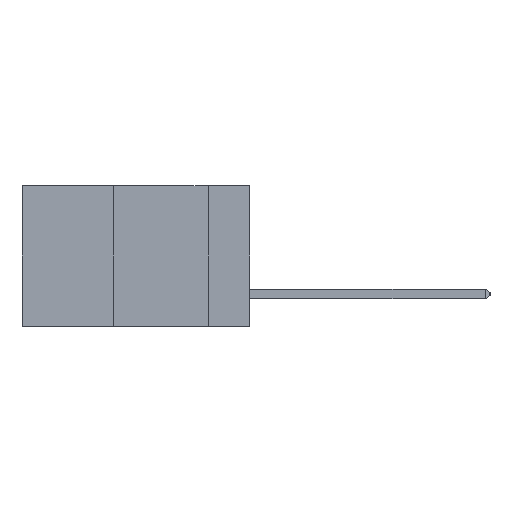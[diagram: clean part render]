
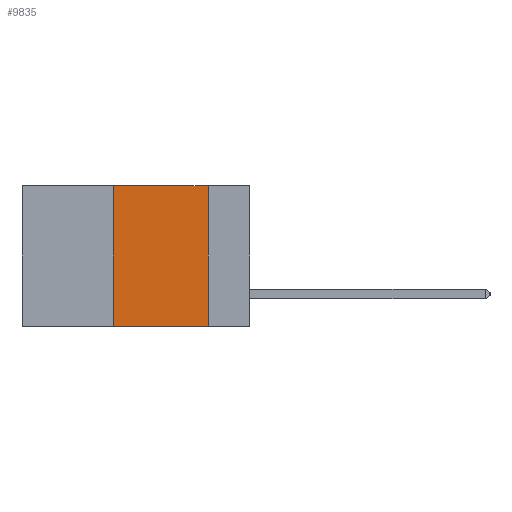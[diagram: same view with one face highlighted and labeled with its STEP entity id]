
A CAD part, left-side view. The second image highlights one B-rep face of the part: STEP entity #9835.
In plain terms, the highlighted planar face has unit normal (-1, 0, 0).
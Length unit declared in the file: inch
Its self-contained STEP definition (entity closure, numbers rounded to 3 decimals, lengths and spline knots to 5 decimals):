
#78 = DIRECTION ( 'NONE',  ( 1., 0., 0. ) ) ;
#113 = AXIS2_PLACEMENT_3D ( 'NONE', #2775, #78, #7965 ) ;
#714 = VECTOR ( 'NONE', #20155, 39.37008 ) ;
#720 = ORIENTED_EDGE ( 'NONE', *, *, #12335, .F. ) ;
#1309 = PLANE ( 'NONE',  #113 ) ;
#2108 = FACE_OUTER_BOUND ( 'NONE', #4951, .T. ) ;
#2457 = LINE ( 'NONE', #10599, #13671 ) ;
#2775 = CARTESIAN_POINT ( 'NONE',  ( 0., 0.6, 0. ) ) ;
#3784 = DIRECTION ( 'NONE',  ( 0., -1., 0. ) ) ;
#4156 = CARTESIAN_POINT ( 'NONE',  ( 0., 0.36, 0. ) ) ;
#4951 = EDGE_LOOP ( 'NONE', ( #720, #11768, #11608, #9354 ) ) ;
#5956 = VERTEX_POINT ( 'NONE', #7669 ) ;
#6647 = CARTESIAN_POINT ( 'NONE',  ( 0., 0.11, 0. ) ) ;
#6865 = LINE ( 'NONE', #9066, #13369 ) ;
#7669 = CARTESIAN_POINT ( 'NONE',  ( 0., 0.11, -0.37 ) ) ;
#7965 = DIRECTION ( 'NONE',  ( 0., 0., -1. ) ) ;
#8426 = CARTESIAN_POINT ( 'NONE',  ( 0., 0.36, -0.37 ) ) ;
#8661 = EDGE_CURVE ( 'NONE', #11870, #17032, #19390, .T. ) ;
#9066 = CARTESIAN_POINT ( 'NONE',  ( 0., 0.6, -0.37 ) ) ;
#9211 = EDGE_CURVE ( 'NONE', #11870, #5956, #6865, .T. ) ;
#9354 = ORIENTED_EDGE ( 'NONE', *, *, #9211, .T. ) ;
#9835 = ADVANCED_FACE ( 'NONE', ( #2108 ), #1309, .F. ) ;
#10599 = CARTESIAN_POINT ( 'NONE',  ( 0., 0.6, 0. ) ) ;
#10683 = DIRECTION ( 'NONE',  ( 0., -1., 0. ) ) ;
#11073 = VECTOR ( 'NONE', #16749, 39.37008 ) ;
#11443 = CARTESIAN_POINT ( 'NONE',  ( 0., 0.36, 0. ) ) ;
#11608 = ORIENTED_EDGE ( 'NONE', *, *, #8661, .F. ) ;
#11768 = ORIENTED_EDGE ( 'NONE', *, *, #19593, .F. ) ;
#11870 = VERTEX_POINT ( 'NONE', #8426 ) ;
#12335 = EDGE_CURVE ( 'NONE', #20111, #5956, #15598, .T. ) ;
#13369 = VECTOR ( 'NONE', #10683, 39.37008 ) ;
#13671 = VECTOR ( 'NONE', #3784, 39.37008 ) ;
#15598 = LINE ( 'NONE', #6647, #11073 ) ;
#16749 = DIRECTION ( 'NONE',  ( 0., 0., -1. ) ) ;
#17032 = VERTEX_POINT ( 'NONE', #11443 ) ;
#18861 = CARTESIAN_POINT ( 'NONE',  ( 0., 0.11, 0. ) ) ;
#19390 = LINE ( 'NONE', #4156, #714 ) ;
#19593 = EDGE_CURVE ( 'NONE', #17032, #20111, #2457, .T. ) ;
#20111 = VERTEX_POINT ( 'NONE', #18861 ) ;
#20155 = DIRECTION ( 'NONE',  ( 0., 0., 1. ) ) ;
